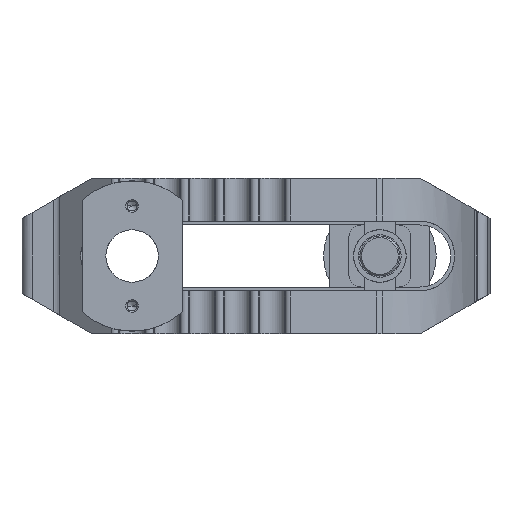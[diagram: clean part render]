
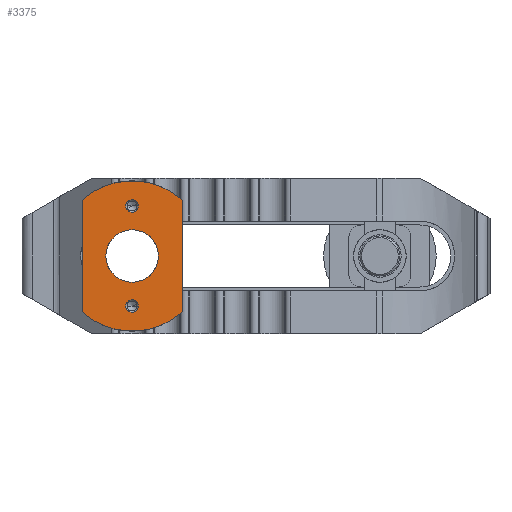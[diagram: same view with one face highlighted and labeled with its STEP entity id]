
A CAD part, front view. The second image highlights one B-rep face of the part: STEP entity #3375.
In plain terms, the highlighted planar face has unit normal (0, -1, 0).
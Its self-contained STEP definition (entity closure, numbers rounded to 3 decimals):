
#1945=EDGE_CURVE('',#4549,#3637,#5412,.T.);
#2091=EDGE_CURVE('',#3485,#5073,#5573,.T.);
#2291=VERTEX_POINT('',#5798);
#2301=EDGE_CURVE('',#2405,#2291,#5808,.T.);
#2405=VERTEX_POINT('',#5915);
#2423=EDGE_CURVE('',#4171,#2547,#5934,.T.);
#2441=VERTEX_POINT('',#5952);
#2547=VERTEX_POINT('',#6067);
#2979=EDGE_CURVE('',#5073,#3485,#6539,.T.);
#3049=EDGE_CURVE('',#3637,#4549,#6617,.T.);
#3375=ADVANCED_FACE('',(#6970,#6971,#6972,#6973),#6974,.T.);
#3435=EDGE_CURVE('',#2547,#4171,#7038,.T.);
#3485=VERTEX_POINT('',#7094);
#3637=VERTEX_POINT('',#7265);
#3935=EDGE_CURVE('',#2291,#5167,#7588,.T.);
#4171=VERTEX_POINT('',#7843);
#4385=EDGE_CURVE('',#2405,#2441,#8085,.T.);
#4549=VERTEX_POINT('',#8261);
#4979=EDGE_CURVE('',#5167,#2441,#8739,.T.);
#5073=VERTEX_POINT('',#8851);
#5167=VERTEX_POINT('',#8954);
#5412=CIRCLE('',#9301,2.5);
#5573=CIRCLE('',#9612,2.5);
#5798=CARTESIAN_POINT('',(20.0,0.0,22.361));
#5808=CIRCLE('',#9912,30.0);
#5915=CARTESIAN_POINT('',(-20.0,0.,22.361));
#5934=CIRCLE('',#10144,10.5);
#5952=CARTESIAN_POINT('',(-20.0,0.,-22.361));
#6067=CARTESIAN_POINT('',(10.5,0.0,0.));
#6539=CIRCLE('',#11102,2.5);
#6617=CIRCLE('',#11206,2.5);
#6970=FACE_BOUND('',#11699,.T.);
#6971=FACE_BOUND('',#11700,.T.);
#6972=FACE_BOUND('',#11701,.T.);
#6973=FACE_OUTER_BOUND('',#11702,.T.);
#6974=PLANE('',#11703);
#7038=CIRCLE('',#11824,10.5);
#7094=CARTESIAN_POINT('',(2.5,0.0,20.0));
#7265=CARTESIAN_POINT('',(-2.5,0.0,-20.0));
#7588=LINE('',#12673,#12674);
#7843=CARTESIAN_POINT('',(-10.5,0.,0.));
#8085=LINE('',#13410,#13411);
#8261=CARTESIAN_POINT('',(2.5,0.,-20.0));
#8739=CIRCLE('',#14447,30.0);
#8851=CARTESIAN_POINT('',(-2.5,0.,20.0));
#8954=CARTESIAN_POINT('',(20.0,0.0,-22.361));
#9301=AXIS2_PLACEMENT_3D('',#15030,#15031,#15032);
#9612=AXIS2_PLACEMENT_3D('',#15265,#15266,#15267);
#9912=AXIS2_PLACEMENT_3D('',#15579,#15580,#15581);
#10144=AXIS2_PLACEMENT_3D('',#15676,#15677,#15678);
#11102=AXIS2_PLACEMENT_3D('',#16338,#16339,#16340);
#11206=AXIS2_PLACEMENT_3D('',#16428,#16429,#16430);
#11699=EDGE_LOOP('',(#16793,#16794));
#11700=EDGE_LOOP('',(#16795,#16796));
#11701=EDGE_LOOP('',(#16797,#16798));
#11702=EDGE_LOOP('',(#16799,#16800,#16801,#16802));
#11703=AXIS2_PLACEMENT_3D('',#16803,#16804,#16805);
#11824=AXIS2_PLACEMENT_3D('',#16912,#16913,#16914);
#12673=CARTESIAN_POINT('',(20.0,0.,31.0));
#12674=VECTOR('',#17610,1.0);
#13410=CARTESIAN_POINT('',(-20.0,0.,31.0));
#13411=VECTOR('',#18136,1.0);
#14447=AXIS2_PLACEMENT_3D('',#18882,#18883,#18884);
#15030=CARTESIAN_POINT('',(0.0,0.0,-20.0));
#15031=DIRECTION('',(0.,1.0,0.));
#15032=DIRECTION('',(-1.0,0.,0.));
#15265=CARTESIAN_POINT('',(0.0,0.0,20.0));
#15266=DIRECTION('',(0.,1.0,0.));
#15267=DIRECTION('',(1.0,0.,0.));
#15579=CARTESIAN_POINT('',(0.0,0.0,0.0));
#15580=DIRECTION('',(0.,1.0,0.));
#15581=DIRECTION('',(-1.0,0.,0.));
#15676=CARTESIAN_POINT('',(0.0,0.0,0.0));
#15677=DIRECTION('',(0.,1.0,0.));
#15678=DIRECTION('',(-1.0,0.,0.));
#16338=CARTESIAN_POINT('',(0.0,0.0,20.0));
#16339=DIRECTION('',(0.,1.0,0.));
#16340=DIRECTION('',(1.0,0.,0.));
#16428=CARTESIAN_POINT('',(0.0,0.0,-20.0));
#16429=DIRECTION('',(0.,1.0,0.));
#16430=DIRECTION('',(-1.0,0.,0.));
#16793=ORIENTED_EDGE('',*,*,#3049,.T.);
#16794=ORIENTED_EDGE('',*,*,#1945,.T.);
#16795=ORIENTED_EDGE('',*,*,#2091,.T.);
#16796=ORIENTED_EDGE('',*,*,#2979,.T.);
#16797=ORIENTED_EDGE('',*,*,#3435,.T.);
#16798=ORIENTED_EDGE('',*,*,#2423,.T.);
#16799=ORIENTED_EDGE('',*,*,#2301,.F.);
#16800=ORIENTED_EDGE('',*,*,#4385,.T.);
#16801=ORIENTED_EDGE('',*,*,#4979,.F.);
#16802=ORIENTED_EDGE('',*,*,#3935,.F.);
#16803=CARTESIAN_POINT('',(-20.0,0.,31.0));
#16804=DIRECTION('',(0.,-1.0,0.));
#16805=DIRECTION('',(-1.0,0.,0.));
#16912=CARTESIAN_POINT('',(0.0,0.0,0.0));
#16913=DIRECTION('',(0.,1.0,0.));
#16914=DIRECTION('',(-1.0,0.,0.));
#17610=DIRECTION('',(0.0,0.,-1.0));
#18136=DIRECTION('',(0.0,0.,-1.0));
#18882=CARTESIAN_POINT('',(0.0,0.0,0.0));
#18883=DIRECTION('',(0.,1.0,0.));
#18884=DIRECTION('',(-1.0,0.,0.));
